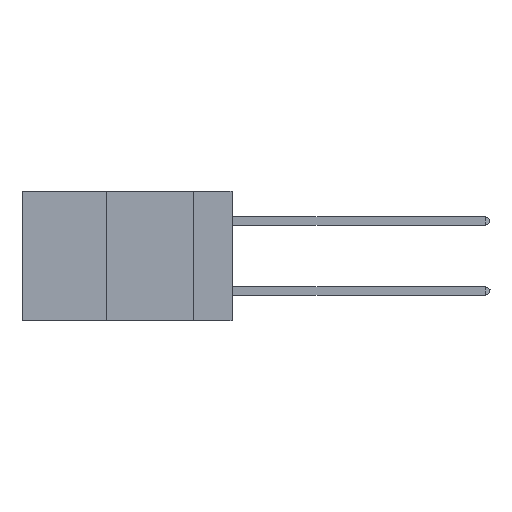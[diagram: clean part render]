
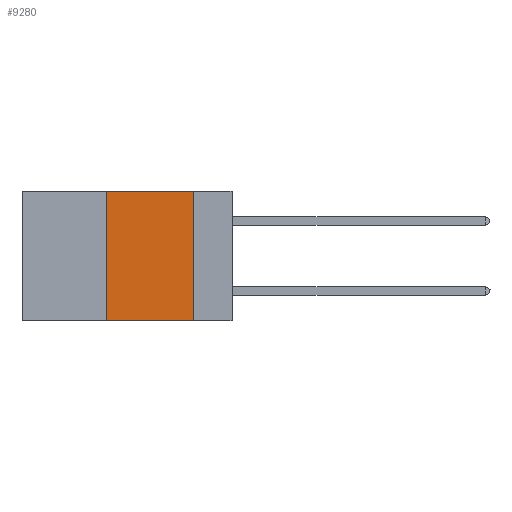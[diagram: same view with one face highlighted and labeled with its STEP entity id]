
A CAD part, left-side view. The second image highlights one B-rep face of the part: STEP entity #9280.
In plain terms, the highlighted planar face has unit normal (-1, 0, 0).
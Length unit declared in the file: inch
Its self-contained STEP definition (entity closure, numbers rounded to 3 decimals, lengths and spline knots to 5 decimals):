
#329 = CARTESIAN_POINT ( 'NONE',  ( 0., 0.11, 0. ) ) ;
#1864 = DIRECTION ( 'NONE',  ( 1., 0., 0. ) ) ;
#2184 = LINE ( 'NONE', #6933, #32221 ) ;
#3431 = FACE_OUTER_BOUND ( 'NONE', #36893, .T. ) ;
#4069 = VECTOR ( 'NONE', #12999, 39.37008 ) ;
#4718 = EDGE_CURVE ( 'NONE', #18749, #10786, #2184, .T. ) ;
#5869 = VERTEX_POINT ( 'NONE', #26381 ) ;
#6933 = CARTESIAN_POINT ( 'NONE',  ( 0., 0.11, 0. ) ) ;
#7755 = CARTESIAN_POINT ( 'NONE',  ( 0., 0.36, -0.37 ) ) ;
#8726 = VECTOR ( 'NONE', #12729, 39.37008 ) ;
#9280 = ADVANCED_FACE ( 'NONE', ( #3431 ), #13448, .F. ) ;
#9836 = DIRECTION ( 'NONE',  ( 0., 0., -1. ) ) ;
#10786 = VERTEX_POINT ( 'NONE', #14170 ) ;
#12729 = DIRECTION ( 'NONE',  ( 0., -1., 0. ) ) ;
#12999 = DIRECTION ( 'NONE',  ( 0., -1., 0. ) ) ;
#13448 = PLANE ( 'NONE',  #20869 ) ;
#14170 = CARTESIAN_POINT ( 'NONE',  ( 0., 0.11, -0.37 ) ) ;
#16275 = VERTEX_POINT ( 'NONE', #7755 ) ;
#18749 = VERTEX_POINT ( 'NONE', #329 ) ;
#19601 = LINE ( 'NONE', #23499, #34091 ) ;
#20740 = ORIENTED_EDGE ( 'NONE', *, *, #33536, .F. ) ;
#20869 = AXIS2_PLACEMENT_3D ( 'NONE', #36575, #1864, #22227 ) ;
#22227 = DIRECTION ( 'NONE',  ( 0., 0., -1. ) ) ;
#23499 = CARTESIAN_POINT ( 'NONE',  ( 0., 0.36, 0. ) ) ;
#23508 = ORIENTED_EDGE ( 'NONE', *, *, #36701, .T. ) ;
#24304 = LINE ( 'NONE', #30167, #8726 ) ;
#26381 = CARTESIAN_POINT ( 'NONE',  ( 0., 0.36, 0. ) ) ;
#26432 = DIRECTION ( 'NONE',  ( 0., 0., 1. ) ) ;
#27152 = ORIENTED_EDGE ( 'NONE', *, *, #4718, .F. ) ;
#30167 = CARTESIAN_POINT ( 'NONE',  ( 0., 0.6, -0.37 ) ) ;
#32221 = VECTOR ( 'NONE', #9836, 39.37008 ) ;
#32723 = EDGE_CURVE ( 'NONE', #16275, #5869, #19601, .T. ) ;
#33536 = EDGE_CURVE ( 'NONE', #5869, #18749, #35830, .T. ) ;
#34091 = VECTOR ( 'NONE', #26432, 39.37008 ) ;
#35830 = LINE ( 'NONE', #36030, #4069 ) ;
#36030 = CARTESIAN_POINT ( 'NONE',  ( 0., 0.6, 0. ) ) ;
#36107 = ORIENTED_EDGE ( 'NONE', *, *, #32723, .F. ) ;
#36575 = CARTESIAN_POINT ( 'NONE',  ( 0., 0.6, 0. ) ) ;
#36701 = EDGE_CURVE ( 'NONE', #16275, #10786, #24304, .T. ) ;
#36893 = EDGE_LOOP ( 'NONE', ( #27152, #20740, #36107, #23508 ) ) ;
